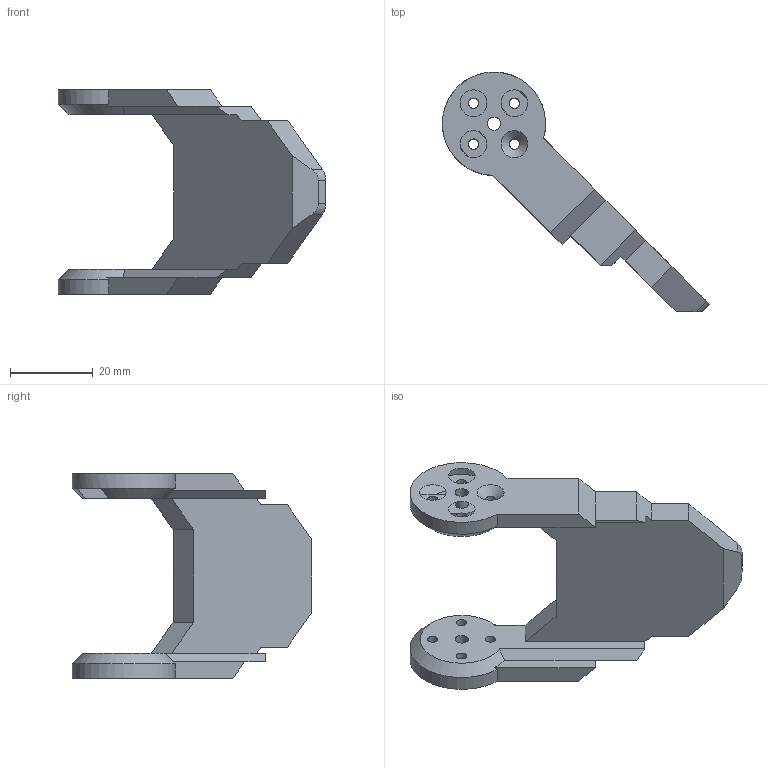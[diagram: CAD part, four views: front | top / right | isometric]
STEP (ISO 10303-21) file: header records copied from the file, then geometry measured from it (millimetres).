
FILE_DESCRIPTION(/* description */ (''),/* implementation_level */ '2;1');
FILE_NAME(/* name */ 'new_custom_servo_claw_bracket.stp',/* time_stamp */ '2025-03-29T19:22:56-04:00',/* author */ ('paris'),/* organization */ (''),/* preprocessor_version */ 'ST-DEVELOPER v20.1',/* originating_system */ 'Autodesk Inventor 2026',/* authorisation */ '');
FILE_SCHEMA (('AUTOMOTIVE_DESIGN { 1 0 10303 214 3 1 1 }'));
Length unit declared in the file: centimetre
Products named in the file (1): new_custom_servo_claw_bracket
Bounding box: 64.71 x 58.01 x 49.5 mm (x, y, z)
Volume: 17115.1 mm3; surface area: 9227 mm2
Topology: 1 solids, 1 shells, 97 faces, 275 edges, 183 vertices
Faces by surface type: plane 46, cylinder 40, cone 11
Full cylindrical faces by diameter (mm): 2.5 x8, 3.2 x2, 4.2 x1
Entity records: 3255 total; most frequent: CARTESIAN_POINT 580, DIRECTION 562, ORIENTED_EDGE 550, EDGE_CURVE 275, AXIS2_PLACEMENT_3D 201, VERTEX_POINT 183, LINE 160, VECTOR 160
